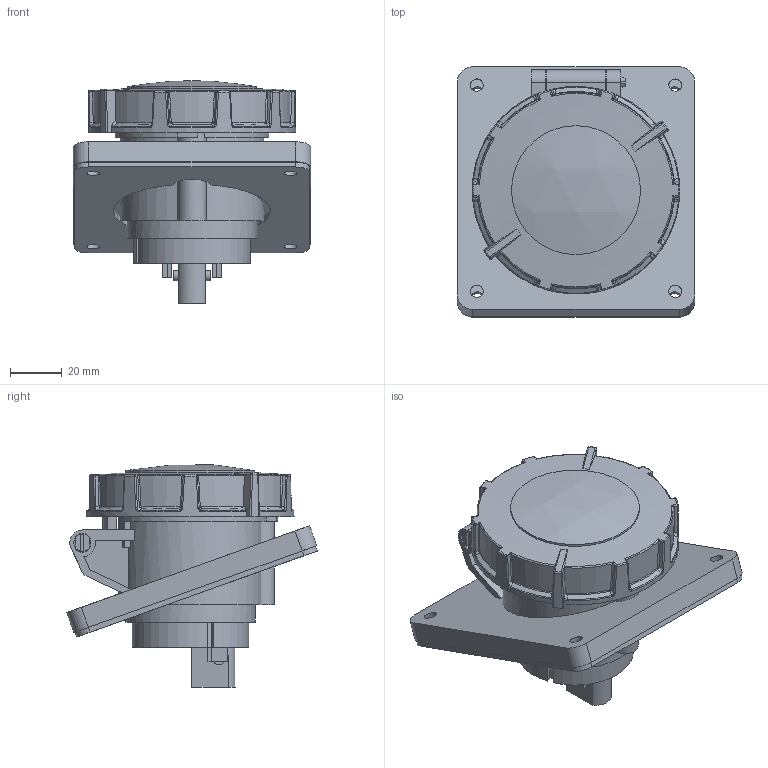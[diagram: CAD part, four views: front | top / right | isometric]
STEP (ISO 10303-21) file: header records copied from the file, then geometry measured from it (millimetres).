
FILE_DESCRIPTION (( 'STEP AP203' ), '1' );
FILE_NAME ('ps-4142-16-380.ÃÌ Ðîçåòêà ñòàöèîíàðíàÿ âíóòðåííÿÿ óãëîâàÿ 4142 3Ð+ÐÅ 16À 380Â IP67 EKF PROxima.STEP', '2025-10-23T10:43:21', ( '' ), ( '' ), 'SwSTEP 2.0', 'SolidWorks 2021', '' );
FILE_SCHEMA (( 'CONFIG_CONTROL_DESIGN' ));
Length unit declared in the file: millimetre
Products named in the file (5): ps-4142-16-380.ÃÌ Ðîçåòêà ñòàöèîíàðíàÿ âíóòðåííÿÿ óãëîâàÿ 4142 3Ð+ÐÅ 16À 380Â IP67 EKF PROxima; Êîïèÿ ps-4142-16-380 Ðîçåòêà^ps-4142-16-380.ÃÌ Ðîçåòêà ñòàöèîíàðíàÿ âíóòðåííÿÿ óãëîâàÿ 4142 3Ð+ÐÅ 16À 380Â IP67 EKF PROxima_00; Êîïèÿ âèíòèê^ps-4142-16-380.ÃÌ Ðîçåòêà ñòàöèîíàðíàÿ âíóòðåííÿÿ óãëîâàÿ 4142 3Ð+ÐÅ 16À 380Â IP67 EKF PROxima_00; Êîïèÿ ps-4142-16-380 Êðûøêà èçîëÿöèîííàÿ^ps-4142-16-380.ÃÌ Ðîçåòêà ñòàöèîíàðíàÿ âíóòðåííÿÿ óãëîâàÿ 4142 3Ð+ÐÅ 16À 380Â IP67 EKF PROxima; Êîïèÿ ps-4142-16-380 ðåçèíîâàÿ ïðîêëàäêà^ps-4142-16-380.ÃÌ Ðîçåòêà ñòàöèîíàðíàÿ âíóòðåííÿÿ óãëîâàÿ 4142 3Ð+ÐÅ 16À 380Â IP67 EKF PROxima_00
Assembly tree (4 placements, depth 2):
  ps-4142-16-380.ÃÌ Ðîçåòêà ñòàöèîíàðíàÿ âíóòðåííÿÿ óãëîâàÿ 4142 3Ð+ÐÅ 16À 380Â IP67 EKF PROxima
    Êîïèÿ ps-4142-16-380 Ðîçåòêà^ps-4142-16-380.ÃÌ Ðîçåòêà ñòàöèîíàðíàÿ âíóòðåííÿÿ óãëîâàÿ 4142 3Ð+ÐÅ 16À 380Â IP67 EKF PROxima_00
    Êîïèÿ âèíòèê^ps-4142-16-380.ÃÌ Ðîçåòêà ñòàöèîíàðíàÿ âíóòðåííÿÿ óãëîâàÿ 4142 3Ð+ÐÅ 16À 380Â IP67 EKF PROxima_00
    Êîïèÿ ps-4142-16-380 Êðûøêà èçîëÿöèîííàÿ^ps-4142-16-380.ÃÌ Ðîçåòêà ñòàöèîíàðíàÿ âíóòðåííÿÿ óãëîâàÿ 4142 3Ð+ÐÅ 16À 380Â IP67 EKF PROxima
    Êîïèÿ ps-4142-16-380 ðåçèíîâàÿ ïðîêëàäêà^ps-4142-16-380.ÃÌ Ðîçåòêà ñòàöèîíàðíàÿ âíóòðåííÿÿ óãëîâàÿ 4142 3Ð+ÐÅ 16À 380Â IP67 EKF PROxima_00
Bounding box: 92 x 97.13 x 86.31 mm (x, y, z)
Volume: 216586.9 mm3; surface area: 85495.4 mm2
Topology: 4 solids, 4 shells, 497 faces, 1227 edges, 752 vertices
Faces by surface type: plane 170, bspline 150, cylinder 102, torus 40, sphere 21, cone 14
Full cylindrical faces by diameter (mm): 2.3 x2, 3.5 x1, 4 x3, 5 x4, 5.75 x1, 6.3 x3, 7 x1, 8.1 x1, 11.3 x3, 50 x1, 50.25 x1, 69.5 x1
Entity records: 18525 total; most frequent: CARTESIAN_POINT 7525, ORIENTED_EDGE 2342, DIRECTION 1973, EDGE_CURVE 1171, AXIS2_PLACEMENT_3D 798, VERTEX_POINT 740, EDGE_LOOP 579, FACE_OUTER_BOUND 523
